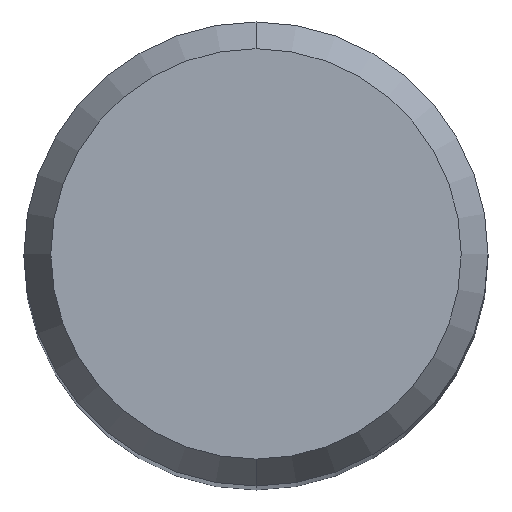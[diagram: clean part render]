
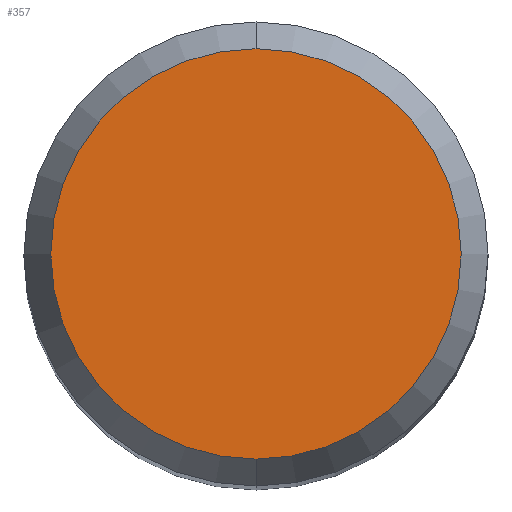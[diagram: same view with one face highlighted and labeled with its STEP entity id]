
A CAD part, top view. The second image highlights one B-rep face of the part: STEP entity #357.
In plain terms, the highlighted planar face has unit normal (0, 0, 1).
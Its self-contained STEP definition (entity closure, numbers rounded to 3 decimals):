
#261=VERTEX_POINT('',#565);
#269=EDGE_CURVE('',#413,#261,#573,.T.);
#339=EDGE_CURVE('',#261,#413,#651,.T.);
#357=ADVANCED_FACE('',(#671),#672,.T.);
#413=VERTEX_POINT('',#732);
#565=CARTESIAN_POINT('',(0.0,3.538,0.0));
#573=CIRCLE('',#952,3.538);
#651=CIRCLE('',#1136,3.538);
#671=FACE_OUTER_BOUND('',#1172,.T.);
#672=PLANE('',#1173);
#732=CARTESIAN_POINT('',(0.,-3.538,0.0));
#952=AXIS2_PLACEMENT_3D('',#1540,#1541,#1542);
#1136=AXIS2_PLACEMENT_3D('',#1630,#1631,#1632);
#1172=EDGE_LOOP('',(#1649,#1650));
#1173=AXIS2_PLACEMENT_3D('',#1651,#1652,#1653);
#1540=CARTESIAN_POINT('',(0.0,0.0,0.0));
#1541=DIRECTION('',(0.0,0.0,-1.0));
#1542=DIRECTION('',(0.0,1.0,0.0));
#1630=CARTESIAN_POINT('',(0.0,0.0,0.0));
#1631=DIRECTION('',(0.0,0.0,-1.0));
#1632=DIRECTION('',(0.0,1.0,0.0));
#1649=ORIENTED_EDGE('',*,*,#339,.F.);
#1650=ORIENTED_EDGE('',*,*,#269,.F.);
#1651=CARTESIAN_POINT('',(0.0,1.769,0.0));
#1652=DIRECTION('',(-0.0,0.0,1.0));
#1653=DIRECTION('',(0.0,-1.0,0.0));
